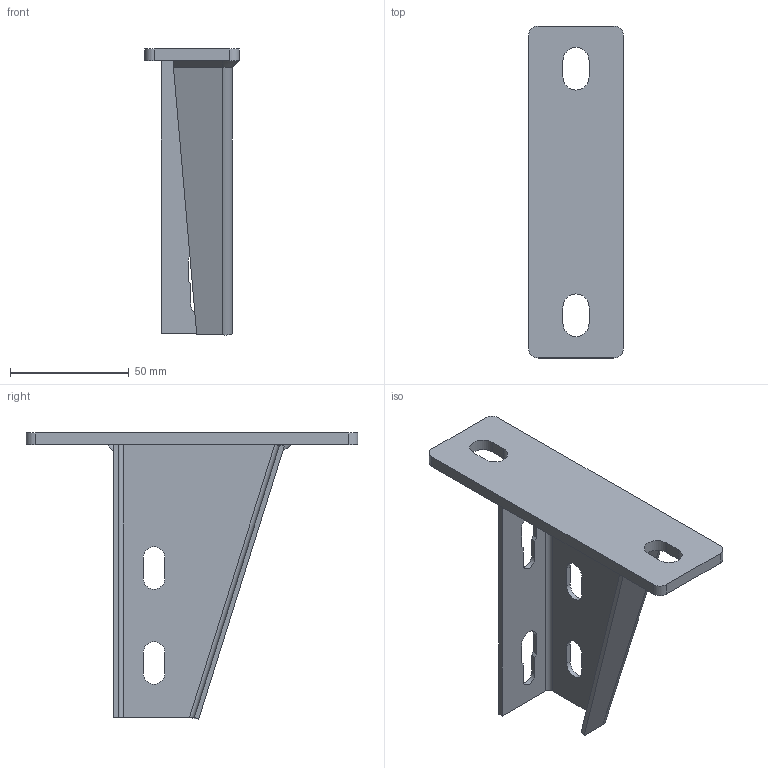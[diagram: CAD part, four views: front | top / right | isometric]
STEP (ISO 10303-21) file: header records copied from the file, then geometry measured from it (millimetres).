
FILE_DESCRIPTION((''),'2;1');
FILE_NAME('712110_ASM','2018-11-08T18:00:58',('tomasz.grudniewski'),(''),'CREO PARAMETRIC BY PTC INC, 2018260','CREO PARAMETRIC BY PTC INC, 2018260','');
FILE_SCHEMA(('CONFIG_CONTROL_DESIGN'));
Length unit declared in the file: millimetre
Products named in the file (3): PODSTAWA_40X140_PRT; WWCN_RAMIE_100_PRT; 712110_ASM
Assembly tree (2 placements, depth 2):
  712110_ASM
    PODSTAWA_40X140_PRT
    WWCN_RAMIE_100_PRT
Bounding box: 40 x 140 x 120.66 mm (x, y, z)
Volume: 47432.7 mm3; surface area: 35797.5 mm2
Topology: 2 solids, 3 shells, 69 faces, 180 edges, 116 vertices
Faces by surface type: plane 45, cylinder 20, bspline 3, cone 1
Entity records: 2406 total; most frequent: CARTESIAN_POINT 599, DIRECTION 354, ORIENTED_EDGE 348, EDGE_CURVE 180, VECTOR 136, LINE 136, VERTEX_POINT 116, AXIS2_PLACEMENT_3D 109
